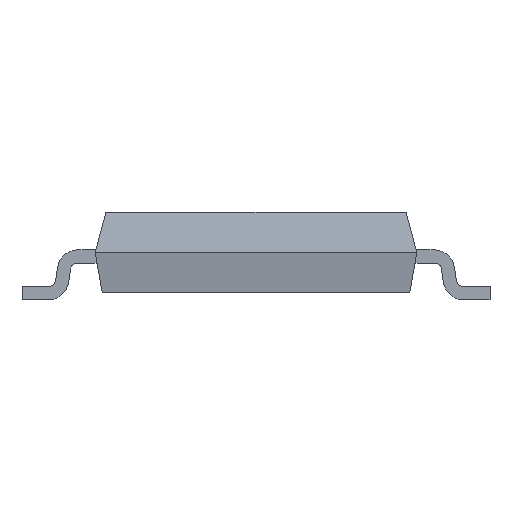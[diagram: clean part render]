
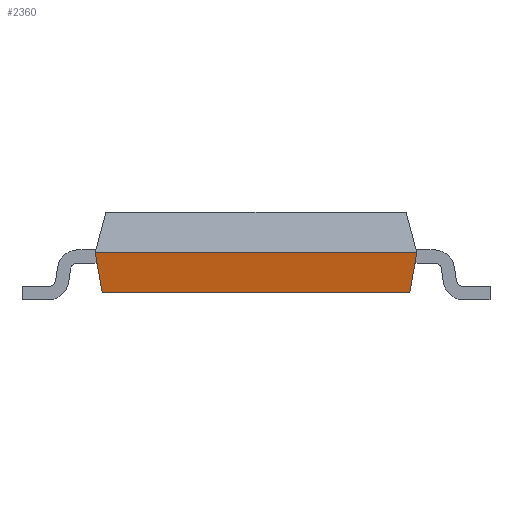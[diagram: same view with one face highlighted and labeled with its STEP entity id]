
A CAD part, left-side view. The second image highlights one B-rep face of the part: STEP entity #2360.
In plain terms, the highlighted planar face has unit normal (-0.985, 0, -0.174).
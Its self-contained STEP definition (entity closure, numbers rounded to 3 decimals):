
#273 = VERTEX_POINT('',#274);
#274 = CARTESIAN_POINT('',(249.593,293.955,
    317.87));
#282 = PLANE('',#283);
#283 = AXIS2_PLACEMENT_3D('',#284,#285,#286);
#284 = CARTESIAN_POINT('',(248.963,293.72,
    316.538));
#285 = DIRECTION('',(0.,0.985,-0.174)
  );
#286 = DIRECTION('',(0.,-0.174,-0.985)
  );
#995 = VERTEX_POINT('',#996);
#996 = CARTESIAN_POINT('',(249.69,293.858,
    317.32));
#1008 = PLANE('',#1009);
#1009 = AXIS2_PLACEMENT_3D('',#1010,#1011,#1012);
#1010 = CARTESIAN_POINT('',(249.079,294.398,
    317.32));
#1011 = DIRECTION('',(0.,0.,-1.));
#1012 = DIRECTION('',(0.,1.,0.));
#1019 = EDGE_CURVE('',#995,#273,#1020,.T.);
#1020 = SURFACE_CURVE('',#1021,(#1024,#1030),.PCURVE_S1.);
#1021 = B_SPLINE_CURVE_WITH_KNOTS('',1,(#1022,#1023),.UNSPECIFIED.,.F.,
  .F.,(2,2),(0.,0.567),.PIECEWISE_BEZIER_KNOTS.);
#1022 = CARTESIAN_POINT('',(249.69,293.858,
    317.32));
#1023 = CARTESIAN_POINT('',(249.593,293.955,
    317.87));
#1024 = PCURVE('',#282,#1025);
#1025 = DEFINITIONAL_REPRESENTATION('',(#1026),#1029);
#1026 = B_SPLINE_CURVE_WITH_KNOTS('',1,(#1027,#1028),.UNSPECIFIED.,.F.,
  .F.,(2,2),(0.,0.567),.PIECEWISE_BEZIER_KNOTS.);
#1027 = CARTESIAN_POINT('',(-0.795,-0.727));
#1028 = CARTESIAN_POINT('',(-1.353,-0.63));
#1029 = ( GEOMETRIC_REPRESENTATION_CONTEXT(2) 
PARAMETRIC_REPRESENTATION_CONTEXT() REPRESENTATION_CONTEXT('2D SPACE',''
  ) );
#1030 = PCURVE('',#1031,#1036);
#1031 = PLANE('',#1032);
#1032 = AXIS2_PLACEMENT_3D('',#1033,#1034,#1035);
#1033 = CARTESIAN_POINT('',(249.455,294.515,
    318.653));
#1034 = DIRECTION('',(-0.985,0.,
    -0.174));
#1035 = DIRECTION('',(0.174,0.,-0.985)
  );
#1036 = DEFINITIONAL_REPRESENTATION('',(#1037),#1040);
#1037 = B_SPLINE_CURVE_WITH_KNOTS('',1,(#1038,#1039),.UNSPECIFIED.,.F.,
  .F.,(2,2),(0.,0.567),.PIECEWISE_BEZIER_KNOTS.);
#1038 = CARTESIAN_POINT('',(1.353,0.657));
#1039 = CARTESIAN_POINT('',(0.795,0.56));
#1040 = ( GEOMETRIC_REPRESENTATION_CONTEXT(2) 
PARAMETRIC_REPRESENTATION_CONTEXT() REPRESENTATION_CONTEXT('2D SPACE',''
  ) );
#1080 = PLANE('',#1081);
#1081 = AXIS2_PLACEMENT_3D('',#1082,#1083,#1084);
#1082 = CARTESIAN_POINT('',(249.949,294.515,
    319.197));
#1083 = DIRECTION('',(-0.966,0.,0.259
    ));
#1084 = DIRECTION('',(-0.259,0.,-0.966
    ));
#1599 = PLANE('',#1600);
#1600 = AXIS2_PLACEMENT_3D('',#1601,#1602,#1603);
#1601 = CARTESIAN_POINT('',(248.963,289.417,
    318.653));
#1602 = DIRECTION('',(0.,-0.985,-0.174
    ));
#1603 = DIRECTION('',(0.,-0.174,0.985)
  );
#1660 = VERTEX_POINT('',#1661);
#1661 = CARTESIAN_POINT('',(249.593,289.555,
    317.87));
#1684 = EDGE_CURVE('',#1660,#1685,#1687,.T.);
#1685 = VERTEX_POINT('',#1686);
#1686 = CARTESIAN_POINT('',(249.69,289.652,
    317.32));
#1687 = SURFACE_CURVE('',#1688,(#1691,#1697),.PCURVE_S1.);
#1688 = B_SPLINE_CURVE_WITH_KNOTS('',1,(#1689,#1690),.UNSPECIFIED.,.F.,
  .F.,(2,2),(-0.567,0.),.PIECEWISE_BEZIER_KNOTS.);
#1689 = CARTESIAN_POINT('',(249.593,289.555,
    317.87));
#1690 = CARTESIAN_POINT('',(249.69,289.652,
    317.32));
#1691 = PCURVE('',#1599,#1692);
#1692 = DEFINITIONAL_REPRESENTATION('',(#1693),#1696);
#1693 = B_SPLINE_CURVE_WITH_KNOTS('',1,(#1694,#1695),.UNSPECIFIED.,.F.,
  .F.,(2,2),(-0.567,0.),.PIECEWISE_BEZIER_KNOTS.);
#1694 = CARTESIAN_POINT('',(-0.795,-0.63));
#1695 = CARTESIAN_POINT('',(-1.353,-0.727));
#1696 = ( GEOMETRIC_REPRESENTATION_CONTEXT(2) 
PARAMETRIC_REPRESENTATION_CONTEXT() REPRESENTATION_CONTEXT('2D SPACE',''
  ) );
#1697 = PCURVE('',#1031,#1698);
#1698 = DEFINITIONAL_REPRESENTATION('',(#1699),#1702);
#1699 = B_SPLINE_CURVE_WITH_KNOTS('',1,(#1700,#1701),.UNSPECIFIED.,.F.,
  .F.,(2,2),(-0.567,0.),.PIECEWISE_BEZIER_KNOTS.);
#1700 = CARTESIAN_POINT('',(0.795,4.96));
#1701 = CARTESIAN_POINT('',(1.353,4.863));
#1702 = ( GEOMETRIC_REPRESENTATION_CONTEXT(2) 
PARAMETRIC_REPRESENTATION_CONTEXT() REPRESENTATION_CONTEXT('2D SPACE',''
  ) );
#2360 = ADVANCED_FACE('',(#2361),#1031,.T.);
#2361 = FACE_BOUND('',#2362,.T.);
#2362 = EDGE_LOOP('',(#2363,#2381,#2382,#2400));
#2363 = ORIENTED_EDGE('',*,*,#2364,.T.);
#2364 = EDGE_CURVE('',#1660,#273,#2365,.T.);
#2365 = SURFACE_CURVE('',#2366,(#2369,#2375),.PCURVE_S1.);
#2366 = B_SPLINE_CURVE_WITH_KNOTS('',1,(#2367,#2368),.UNSPECIFIED.,.F.,
  .F.,(2,2),(-4.4,0.),.PIECEWISE_BEZIER_KNOTS.);
#2367 = CARTESIAN_POINT('',(249.593,289.555,
    317.87));
#2368 = CARTESIAN_POINT('',(249.593,293.955,
    317.87));
#2369 = PCURVE('',#1031,#2370);
#2370 = DEFINITIONAL_REPRESENTATION('',(#2371),#2374);
#2371 = B_SPLINE_CURVE_WITH_KNOTS('',1,(#2372,#2373),.UNSPECIFIED.,.F.,
  .F.,(2,2),(-4.4,0.),.PIECEWISE_BEZIER_KNOTS.);
#2372 = CARTESIAN_POINT('',(0.795,4.96));
#2373 = CARTESIAN_POINT('',(0.795,0.56));
#2374 = ( GEOMETRIC_REPRESENTATION_CONTEXT(2) 
PARAMETRIC_REPRESENTATION_CONTEXT() REPRESENTATION_CONTEXT('2D SPACE',''
  ) );
#2375 = PCURVE('',#1080,#2376);
#2376 = DEFINITIONAL_REPRESENTATION('',(#2377),#2380);
#2377 = B_SPLINE_CURVE_WITH_KNOTS('',1,(#2378,#2379),.UNSPECIFIED.,.F.,
  .F.,(2,2),(-4.4,0.),.PIECEWISE_BEZIER_KNOTS.);
#2378 = CARTESIAN_POINT('',(1.373,4.96));
#2379 = CARTESIAN_POINT('',(1.373,0.56));
#2380 = ( GEOMETRIC_REPRESENTATION_CONTEXT(2) 
PARAMETRIC_REPRESENTATION_CONTEXT() REPRESENTATION_CONTEXT('2D SPACE',''
  ) );
#2381 = ORIENTED_EDGE('',*,*,#1019,.F.);
#2382 = ORIENTED_EDGE('',*,*,#2383,.T.);
#2383 = EDGE_CURVE('',#995,#1685,#2384,.T.);
#2384 = SURFACE_CURVE('',#2385,(#2388,#2394),.PCURVE_S1.);
#2385 = B_SPLINE_CURVE_WITH_KNOTS('',1,(#2386,#2387),.UNSPECIFIED.,.F.,
  .F.,(2,2),(0.,4.206),.PIECEWISE_BEZIER_KNOTS.);
#2386 = CARTESIAN_POINT('',(249.69,293.858,
    317.32));
#2387 = CARTESIAN_POINT('',(249.69,289.652,
    317.32));
#2388 = PCURVE('',#1031,#2389);
#2389 = DEFINITIONAL_REPRESENTATION('',(#2390),#2393);
#2390 = B_SPLINE_CURVE_WITH_KNOTS('',1,(#2391,#2392),.UNSPECIFIED.,.F.,
  .F.,(2,2),(0.,4.206),.PIECEWISE_BEZIER_KNOTS.);
#2391 = CARTESIAN_POINT('',(1.353,0.657));
#2392 = CARTESIAN_POINT('',(1.353,4.863));
#2393 = ( GEOMETRIC_REPRESENTATION_CONTEXT(2) 
PARAMETRIC_REPRESENTATION_CONTEXT() REPRESENTATION_CONTEXT('2D SPACE',''
  ) );
#2394 = PCURVE('',#1008,#2395);
#2395 = DEFINITIONAL_REPRESENTATION('',(#2396),#2399);
#2396 = B_SPLINE_CURVE_WITH_KNOTS('',1,(#2397,#2398),.UNSPECIFIED.,.F.,
  .F.,(2,2),(0.,4.206),.PIECEWISE_BEZIER_KNOTS.);
#2397 = CARTESIAN_POINT('',(-0.541,0.611));
#2398 = CARTESIAN_POINT('',(-4.747,0.611));
#2399 = ( GEOMETRIC_REPRESENTATION_CONTEXT(2) 
PARAMETRIC_REPRESENTATION_CONTEXT() REPRESENTATION_CONTEXT('2D SPACE',''
  ) );
#2400 = ORIENTED_EDGE('',*,*,#1684,.F.);
